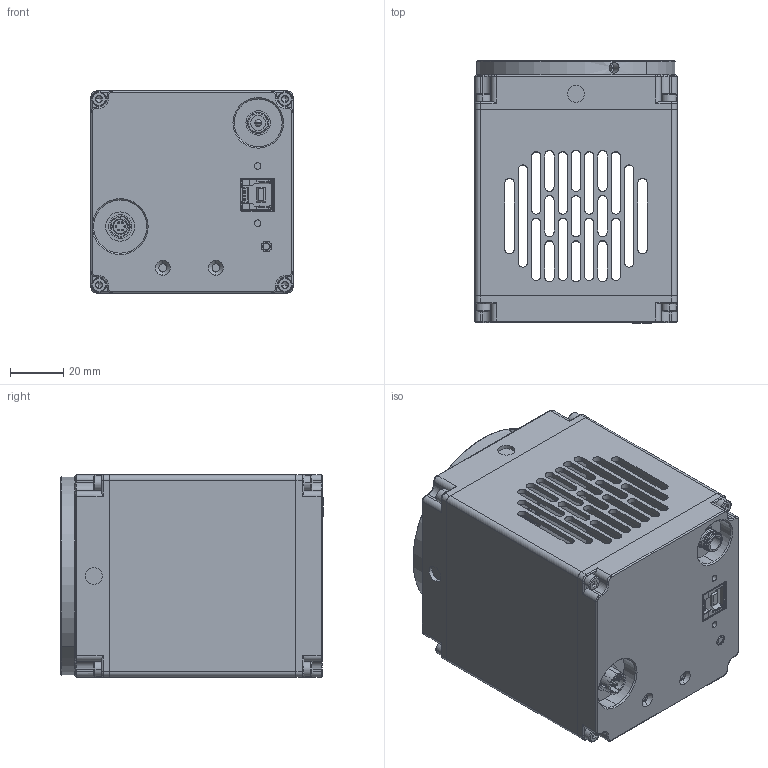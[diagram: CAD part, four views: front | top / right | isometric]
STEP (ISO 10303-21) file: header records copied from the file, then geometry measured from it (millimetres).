
FILE_DESCRIPTION (( 'STEP AP203' ), '1' );
FILE_NAME ('680811.STEP', '2025-09-08T01:27:15', ( 'Windows User' ), ( 'P R C' ), 'SwSTEP 2.0', 'SolidWorks 2024', '' );
FILE_SCHEMA (( 'CONFIG_CONTROL_DESIGN' ));
Length unit declared in the file: millimetre
Products named in the file (44): BOSS-EXTRUDE23_1_3_1_1_2_1.stp; _2023042000_27.stp; BOSS-EXTRUDE4_1_3_1_2_1.stp; 0001_1.stp; 0003_ASM_12_ASM.stp; PIN7_3_4_5_1_1_1.stp; HOUSSING3_3_4_5_1_1_1.stp; BOSS-EXTRUDE23_1_3_1_2_2_1.stp; HOUSSING1_3_4_5_1_1_1.stp; _202304200004_26.stp; FL-9BW0001_ASM_3_ASM.stp; SCHIELDING_3_4_5_1_1_1.stp; FILLET7_1_3_1_2_1.stp; CUI_DEVICES_PJ-066B_1_ASM_1_ASM_ASM.stp; CROSS_RECESSED_PAN_HEAD_S-38587.stp; 2JGWJJ290-00001_000_1.stp; 680811.stp; PIN6_3_4_5_1_1_1.stp; _2023042000_190.stp; SONY_IMX533_6_ASM.stp; 2JGKTH000-00102_000_1.stp; PIN5_3_4_5_1_1_1.stp; PIN3_3_4_5_1_1_1.stp; PIN4_3_4_5_1_1_1.stp; USB_10_ASM_ASM_1_ASM.stp; BOSS-EXTRUDE23_1_3_1_ASM_2_ASM__ASM.stp; SONY_IMX533_6_1.stp; 2JGZK1920-00002_00_14.stp; __202304200001_ASM_8_ASM.stp; BOSS-EXTRUDE15_1_3_1_2_1.stp; HEXAGON_SOCKET_HEAD_CAP_-103662.stp; PIN2_3_4_5_1_1_1.stp; 4QSZM1000-00098_0001_ASM_2_ASM.stp; SCHIELDING2_3_4_5_1_1_1.stp; 2JGYQ1000-00024_00_1.stp; PIN1_3_4_5_1_1_1.stp; 4ASS25010-00001_53000_ASM_1_ASM.stp; ZONZHUANGPEI_FL_9BW_20230420_AS_ASM.stp; 2JGCP1000-00006_00_1.stp; 680811 ...
Assembly tree (56 placements, depth 8):
  680811
    680811.stp
      ZONZHUANGPEI_FL_9BW_20230420_AS_ASM.stp
        FL-9BW0001_ASM_3_ASM.stp
          2JGWJJ290-00001_000_1.stp
          HEXAGON_SOCKET_HEAD_CAP_-103662.stp  x4
          _2023042000_27.stp
          0001_1.stp
        __202304200001_ASM_8_ASM.stp
          _2023042000_190.stp
          2JGCP1000-00006_00_1.stp
          2JGYQ1000-00024_00_1.stp
          HEXAGON_SOCKET_HEAD_CAP_-103662.stp  x8
          2JGKTH000-00102_000_1.stp
          _202304200004_26.stp
        0003_ASM_12_ASM.stp
          4ASS25010-00001_53000_ASM_1_ASM.stp
            SONY_IMX533_6_ASM.stp
              SONY_IMX533_6_1.stp
              SONY_IMX533_6_2.stp
        4QSZM1000-00098_0001_ASM_2_ASM.stp
          USB_10_ASM_ASM_1_ASM.stp
            HOUSSING3_3_4_5_1_1_1.stp
            PIN1_3_4_5_1_1_1.stp  x2
            PIN4_3_4_5_1_1_1.stp
            SCHIELDING_3_4_5_1_1_1.stp
            PIN7_3_4_5_1_1_1.stp
            HOUSSING2_3_4_5_1_1_1.stp
            PIN3_3_4_5_1_1_1.stp
            SCHIELDING2_3_4_5_1_1_1.stp
            HOUSSING1_3_4_5_1_1_1.stp
            PIN6_3_4_5_1_1_1.stp
            PIN2_3_4_5_1_1_1.stp  x2
            PIN5_3_4_5_1_1_1.stp
          0005_ASM_1_ASM.stp
            CUI_DEVICES_PJ-066B_1_ASM_1_ASM_ASM.stp
              BOSS-EXTRUDE23_1_3_1_ASM_2_ASM__ASM.stp
                BOSS-EXTRUDE23_1_3_1_2_2_1.stp
                BOSS-EXTRUDE23_1_3_1_1_2_1.stp
              FILLET7_1_3_1_2_1.stp
              BOSS-EXTRUDE4_1_3_1_2_1.stp
              BOSS-EXTRUDE15_1_3_1_2_1.stp
              VARFILLET1_1_3_1_2_1.stp
          CROSS_RECESSED_PAN_HEAD_S-38587.stp
        2JGZK1920-00002_00_14.stp
Bounding box: 76 x 98.84 x 76 mm (x, y, z)
Volume: 169399.7 mm3; surface area: 105510.3 mm2
Topology: 43 solids, 53 shells, 2930 faces, 7324 edges, 4701 vertices
Faces by surface type: plane 1642, cylinder 1042, cone 145, torus 74, bspline 23, sphere 4
Entity records: 86573 total; most frequent: CARTESIAN_POINT 17617, DIRECTION 13573, ORIENTED_EDGE 12984, EDGE_CURVE 6496, AXIS2_PLACEMENT_3D 4674, LINE 4225, VECTOR 4225, VERTEX_POINT 4214
